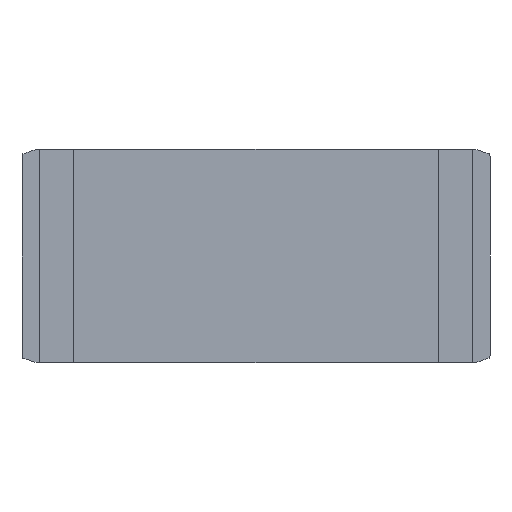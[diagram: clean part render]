
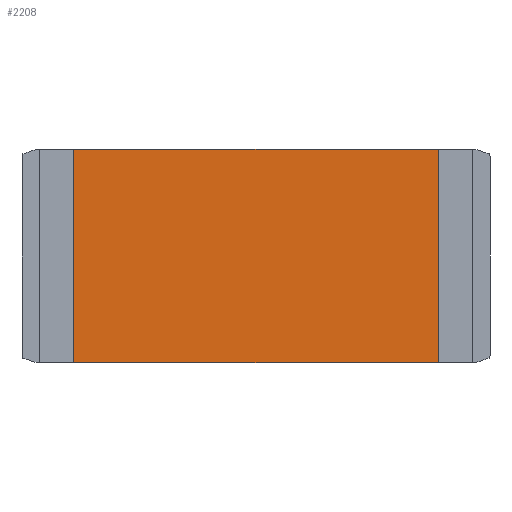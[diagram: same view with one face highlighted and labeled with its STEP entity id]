
A CAD part, front view. The second image highlights one B-rep face of the part: STEP entity #2208.
In plain terms, the highlighted planar face has unit normal (0, -1, 0).
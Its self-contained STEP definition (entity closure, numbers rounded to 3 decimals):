
#291=FACE_OUTER_BOUND('',#426,.T.);
#426=EDGE_LOOP('',(#1483,#1484,#1485,#1486));
#556=LINE('',#2721,#725);
#560=LINE('',#2729,#729);
#563=LINE('',#2735,#732);
#566=LINE('',#2740,#735);
#725=VECTOR('',#2426,10.);
#729=VECTOR('',#2432,10.);
#732=VECTOR('',#2437,10.);
#735=VECTOR('',#2442,10.);
#894=VERTEX_POINT('',#2719);
#895=VERTEX_POINT('',#2720);
#898=VERTEX_POINT('',#2728);
#900=VERTEX_POINT('',#2734);
#1120=EDGE_CURVE('',#894,#895,#556,.T.);
#1124=EDGE_CURVE('',#895,#898,#560,.T.);
#1127=EDGE_CURVE('',#898,#900,#563,.T.);
#1130=EDGE_CURVE('',#894,#900,#566,.T.);
#1483=ORIENTED_EDGE('',*,*,#1130,.F.);
#1484=ORIENTED_EDGE('',*,*,#1120,.T.);
#1485=ORIENTED_EDGE('',*,*,#1124,.T.);
#1486=ORIENTED_EDGE('',*,*,#1127,.T.);
#2154=PLANE('',#2365);
#2208=ADVANCED_FACE('',(#291),#2154,.F.);
#2365=AXIS2_PLACEMENT_3D('',#2743,#2446,#2447);
#2426=DIRECTION('',(1.,0.,0.));
#2432=DIRECTION('',(0.,0.,1.));
#2437=DIRECTION('',(-1.,0.,0.));
#2442=DIRECTION('',(0.,0.,1.));
#2446=DIRECTION('center_axis',(0.,1.,0.));
#2447=DIRECTION('ref_axis',(1.,0.,0.));
#2719=CARTESIAN_POINT('',(0.5,0.,8.5));
#2720=CARTESIAN_POINT('',(5.8,0.,8.5));
#2721=CARTESIAN_POINT('',(0.,0.,8.5));
#2728=CARTESIAN_POINT('',(5.8,0.,11.6));
#2729=CARTESIAN_POINT('',(5.8,0.,8.5));
#2734=CARTESIAN_POINT('',(0.5,0.,11.6));
#2735=CARTESIAN_POINT('',(6.3,0.,11.6));
#2740=CARTESIAN_POINT('',(0.5,0.,8.5));
#2743=CARTESIAN_POINT('Origin',(3.15,0.,10.05));
